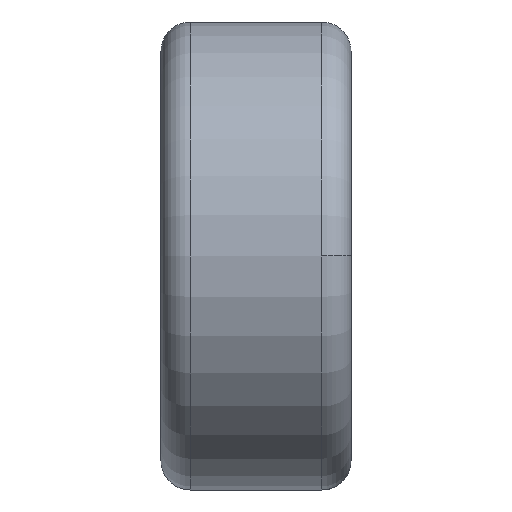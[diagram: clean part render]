
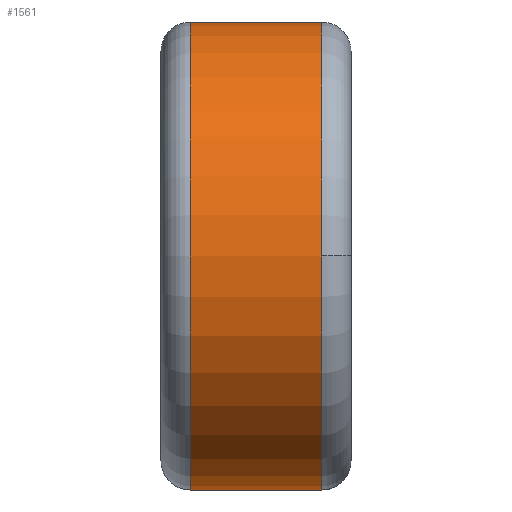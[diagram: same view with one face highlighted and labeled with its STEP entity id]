
A CAD part, front view. The second image highlights one B-rep face of the part: STEP entity #1561.
In plain terms, the highlighted cylindrical face has radius 16 mm (diameter 32 mm), a partial arc.
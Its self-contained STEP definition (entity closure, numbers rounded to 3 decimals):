
#94 = DIRECTION ( 'NONE',  ( 1., 0., 0. ) ) ;
#174 = DIRECTION ( 'NONE',  ( 0., 1., 0. ) ) ;
#284 = DIRECTION ( 'NONE',  ( 0., -1., 0. ) ) ;
#336 = FACE_OUTER_BOUND ( 'NONE', #1163, .T. ) ;
#403 = CIRCLE ( 'NONE', #1819, 16. ) ;
#471 = AXIS2_PLACEMENT_3D ( 'NONE', #2590, #94, #2350 ) ;
#480 = ORIENTED_EDGE ( 'NONE', *, *, #1321, .F. ) ;
#519 = CARTESIAN_POINT ( 'NONE',  ( -4.5, -114.715, 20.257 ) ) ;
#600 = EDGE_CURVE ( 'NONE', #2661, #2769, #1700, .T. ) ;
#1163 = EDGE_LOOP ( 'NONE', ( #480, #3529, #1653, #3065, #2867 ) ) ;
#1167 = VECTOR ( 'NONE', #2119, 1000. ) ;
#1171 = CARTESIAN_POINT ( 'NONE',  ( 4.5, -125., 8. ) ) ;
#1186 = CARTESIAN_POINT ( 'NONE',  ( 4.5, -125., -8. ) ) ;
#1321 = EDGE_CURVE ( 'NONE', #1850, #2950, #2715, .T. ) ;
#1436 = EDGE_CURVE ( 'NONE', #2769, #2950, #403, .T. ) ;
#1561 = ADVANCED_FACE ( 'NONE', ( #336 ), #3153, .T. ) ;
#1653 = ORIENTED_EDGE ( 'NONE', *, *, #1701, .T. ) ;
#1697 = CARTESIAN_POINT ( 'NONE',  ( 4.5, -114.715, 20.257 ) ) ;
#1701 = EDGE_CURVE ( 'NONE', #1975, #2661, #2153, .T. ) ;
#1700 = CIRCLE ( 'NONE', #2620, 16. ) ;
#1766 = DIRECTION ( 'NONE',  ( 0., -1., 0. ) ) ;
#1819 = AXIS2_PLACEMENT_3D ( 'NONE', #2231, #1996, #284 ) ;
#1850 = VERTEX_POINT ( 'NONE', #519 ) ;
#1975 = VERTEX_POINT ( 'NONE', #3148 ) ;
#1996 = DIRECTION ( 'NONE',  ( -1., 0., 0. ) ) ;
#2115 = CARTESIAN_POINT ( 'NONE',  ( -90., -125., -8. ) ) ;
#2119 = DIRECTION ( 'NONE',  ( 1., 0., 0. ) ) ;
#2153 = LINE ( 'NONE', #2115, #3157 ) ;
#2180 = CARTESIAN_POINT ( 'NONE',  ( -90., -114.715, 20.257 ) ) ;
#2231 = CARTESIAN_POINT ( 'NONE',  ( 4.5, -125., 8. ) ) ;
#2295 = DIRECTION ( 'NONE',  ( -1., 0., 0. ) ) ;
#2318 = CARTESIAN_POINT ( 'NONE',  ( 4.5, -141., 8. ) ) ;
#2350 = DIRECTION ( 'NONE',  ( 0., 0., -1. ) ) ;
#2490 = EDGE_CURVE ( 'NONE', #1850, #1975, #2570, .T. ) ;
#2507 = AXIS2_PLACEMENT_3D ( 'NONE', #3259, #3534, #174 ) ;
#2570 = CIRCLE ( 'NONE', #2507, 16. ) ;
#2590 = CARTESIAN_POINT ( 'NONE',  ( -90., -125., 8. ) ) ;
#2620 = AXIS2_PLACEMENT_3D ( 'NONE', #1171, #2295, #1766 ) ;
#2661 = VERTEX_POINT ( 'NONE', #1186 ) ;
#2715 = LINE ( 'NONE', #2180, #1167 ) ;
#2769 = VERTEX_POINT ( 'NONE', #2318 ) ;
#2867 = ORIENTED_EDGE ( 'NONE', *, *, #1436, .T. ) ;
#2950 = VERTEX_POINT ( 'NONE', #1697 ) ;
#3065 = ORIENTED_EDGE ( 'NONE', *, *, #600, .T. ) ;
#3148 = CARTESIAN_POINT ( 'NONE',  ( -4.5, -125., -8. ) ) ;
#3153 = CYLINDRICAL_SURFACE ( 'NONE', #471, 16. ) ;
#3157 = VECTOR ( 'NONE', #3512, 1000. ) ;
#3259 = CARTESIAN_POINT ( 'NONE',  ( -4.5, -125., 8. ) ) ;
#3512 = DIRECTION ( 'NONE',  ( 1., 0., 0. ) ) ;
#3529 = ORIENTED_EDGE ( 'NONE', *, *, #2490, .T. ) ;
#3534 = DIRECTION ( 'NONE',  ( 1., 0., 0. ) ) ;
